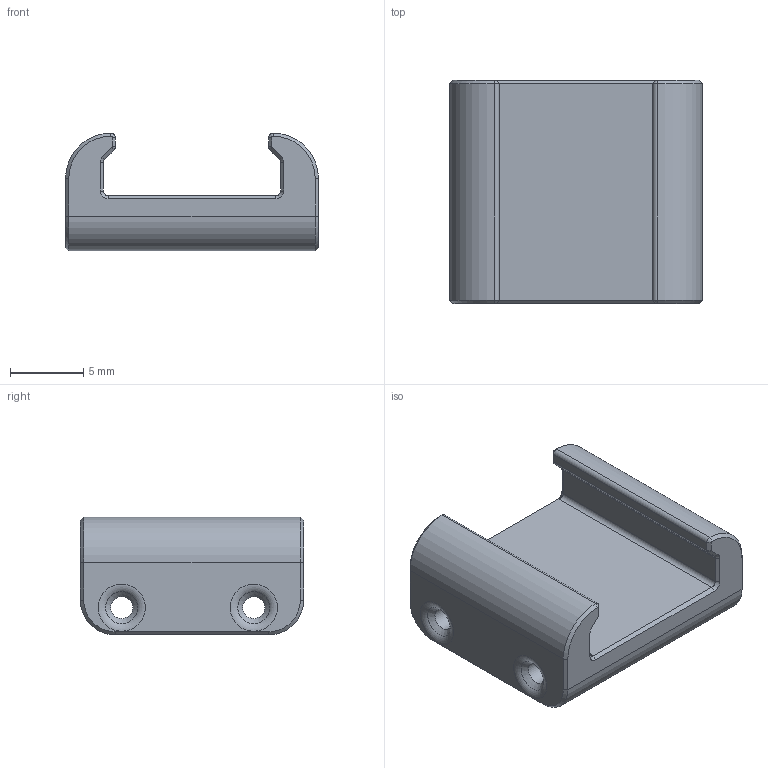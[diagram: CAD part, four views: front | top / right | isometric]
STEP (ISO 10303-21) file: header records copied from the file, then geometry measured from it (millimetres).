
FILE_DESCRIPTION(('HOOPS Exchange Step'),'2;1');
FILE_NAME('EyeLogo-InfraRedCamera.stp','2026-01-31T16:03:53+08:00',('xdlye'),('Unknown organisation'),'HOOPS Exchange 2025.8','HOOPS Exchange','Unknown authorisation');
FILE_SCHEMA( ('AP203_CONFIGURATION_CONTROLLED_3D_DESIGN_OF_MECHANICAL_PARTS_AND_ASSEMBLIES_MIM_LF') );
Length unit declared in the file: millimetre
Products named in the file (3): 0; root
Assembly tree (2 placements, depth 2):
  root
    0
    0
Bounding box: 17.3 x 15.27 x 8.07 mm (x, y, z)
Volume: 1203.2 mm3; surface area: 1435.4 mm2
Topology: 5 solids, 5 shells, 137 faces, 316 edges, 194 vertices
Faces by surface type: plane 55, cylinder 38, cone 28, bspline 12, torus 4
Full cylindrical faces by diameter (mm): 1.172 x4, 1.5 x2
Entity records: 4008 total; most frequent: CARTESIAN_POINT 859, DIRECTION 649, ORIENTED_EDGE 632, EDGE_CURVE 316, AXIS2_PLACEMENT_3D 244, VERTEX_POINT 194, VECTOR 161, LINE 161
